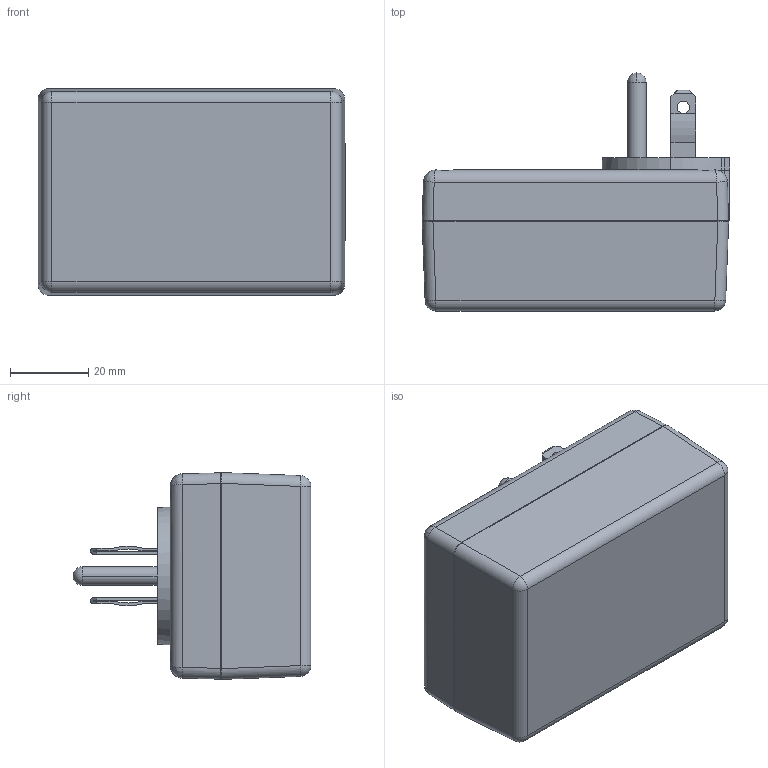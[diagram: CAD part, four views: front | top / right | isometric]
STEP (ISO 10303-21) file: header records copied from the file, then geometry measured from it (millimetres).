
FILE_DESCRIPTION (( 'STEP AP214' ), '1' );
FILE_NAME ('PM2314T03XNT.STEP', '2010-07-15T14:09:35', ( '' ), ( '' ), 'SwSTEP 2.0', 'SolidWorks 2010', '' );
FILE_SCHEMA (( 'AUTOMOTIVE_DESIGN' ));
Length unit declared in the file: inch
Products named in the file (9): TS-2309B_TS-2309BP; B2305 ASS''Y_B23053XNT; MPB2305_MPB23053NT; GND-PIN; BLADES; WELD DISC-PS-BK; GND-TAB; SCREWS-HL1-BR; PM2314T03XNT
Assembly tree (12 placements, depth 3):
  PM2314T03XNT
    TS-2309B_TS-2309BP
    SCREWS-HL1-BR  x4
    B2305 ASS''Y_B23053XNT
      GND-TAB
      WELD DISC-PS-BK
      BLADES  x2
      MPB2305_MPB23053NT
      GND-PIN
Bounding box: 78.8 x 60.93 x 52.96 mm (x, y, z)
Volume: 38946.5 mm3; surface area: 42219.7 mm2
Topology: 11 solids, 11 shells, 914 faces, 2511 edges, 1627 vertices
Faces by surface type: cylinder 500, plane 259, cone 101, bspline 32, sphere 14, torus 8
Entity records: 19006 total; most frequent: CARTESIAN_POINT 6243, ORIENTED_EDGE 2740, DIRECTION 2492, EDGE_CURVE 1370, AXIS2_PLACEMENT_3D 913, VERTEX_POINT 877, LINE 666, VECTOR 666
